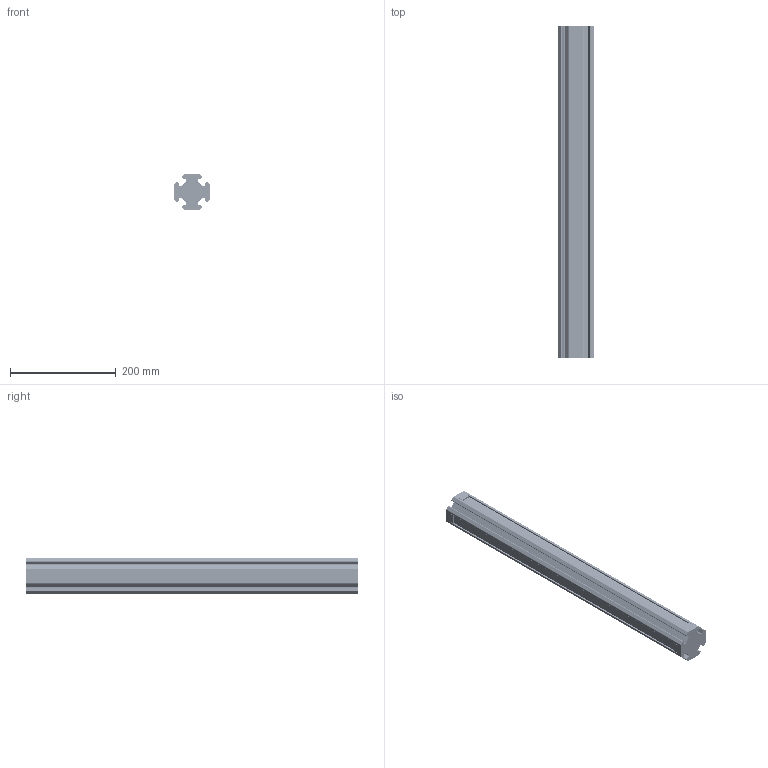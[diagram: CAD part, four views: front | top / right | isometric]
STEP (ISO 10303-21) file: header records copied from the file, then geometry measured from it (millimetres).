
FILE_DESCRIPTION(/* description */ (''),/* implementation_level */ '2;1');
FILE_NAME(/* name */ 'Smart Signal Light.stp',/* time_stamp */ '2017-03-23T11:27:33-07:00',/* author */ ('iLikePieTM'),/* organization */ (''),/* preprocessor_version */ 'ST-DEVELOPER v16.5',/* originating_system */ 'Autodesk Inventor 2017',/* authorisation */ '');
FILE_SCHEMA (('AUTOMOTIVE_DESIGN { 1 0 10303 214 3 1 1 }'));
Products named in the file (6): IOT Signal Light; Aluminum Base; Acrylic Light Defuser; LED Strip x2; LED Bar; ABS Cap
Assembly tree (13 placements, depth 3):
  IOT Signal Light
    Aluminum Base
    Acrylic Light Defuser  x4
    LED Strip x2  x4
      LED Bar
    ABS Cap  x2
Bounding box: 67.31 x 628.65 x 67.31 mm (x, y, z)
Volume: 1057885.1 mm3; surface area: 623196.5 mm2
Topology: 15 solids, 15 shells, 16892 faces, 46834 edges, 30892 vertices
Faces by surface type: plane 12190, cylinder 1718, bspline 1648, torus 1336
Full cylindrical faces by diameter (mm): 2.286 x32, 3.048 x32, 4.826 x120
Entity records: 90037 total; most frequent: CARTESIAN_POINT 23954, ORIENTED_EDGE 13750, DIRECTION 12366, EDGE_CURVE 6875, LINE 5042, VECTOR 5042, VERTEX_POINT 4620, AXIS2_PLACEMENT_3D 3662
